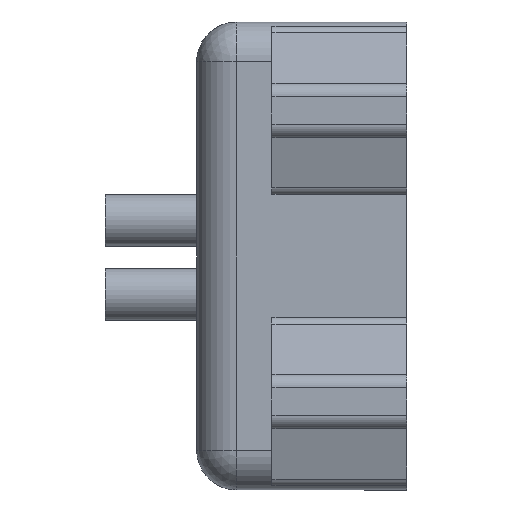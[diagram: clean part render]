
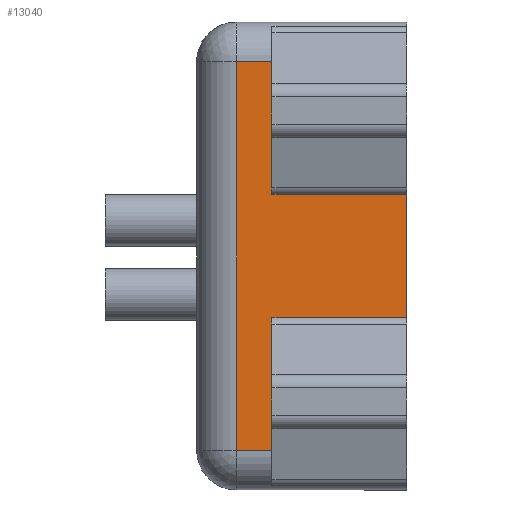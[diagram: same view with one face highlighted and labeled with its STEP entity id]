
A CAD part, left-side view. The second image highlights one B-rep face of the part: STEP entity #13040.
In plain terms, the highlighted planar face has unit normal (-1, 0, 0).
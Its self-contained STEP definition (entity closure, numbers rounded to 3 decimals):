
#663=PLANE('',#13830);
#1116=FACE_OUTER_BOUND('',#1790,.T.);
#1790=EDGE_LOOP('',(#9004,#9005,#9006,#9007,#9008,#9009,#9010,#9011,#9012,
#9013,#9014,#9015));
#2489=LINE('',#18731,#3905);
#2495=LINE('',#18750,#3911);
#2496=LINE('',#18754,#3912);
#2497=LINE('',#18756,#3913);
#2498=LINE('',#18758,#3914);
#2499=LINE('',#18760,#3915);
#2500=LINE('',#18762,#3916);
#2501=LINE('',#18764,#3917);
#2502=LINE('',#18766,#3918);
#2503=LINE('',#18768,#3919);
#2504=LINE('',#18770,#3920);
#2505=LINE('',#18771,#3921);
#3905=VECTOR('',#15002,10.);
#3911=VECTOR('',#15026,10.);
#3912=VECTOR('',#15031,10.);
#3913=VECTOR('',#15032,10.);
#3914=VECTOR('',#15033,10.);
#3915=VECTOR('',#15034,10.);
#3916=VECTOR('',#15035,10.);
#3917=VECTOR('',#15036,10.);
#3918=VECTOR('',#15037,10.);
#3919=VECTOR('',#15038,10.);
#3920=VECTOR('',#15039,10.);
#3921=VECTOR('',#15040,10.);
#5790=VERTEX_POINT('',#18728);
#5791=VERTEX_POINT('',#18730);
#5795=VERTEX_POINT('',#18749);
#5796=VERTEX_POINT('',#18753);
#5797=VERTEX_POINT('',#18755);
#5798=VERTEX_POINT('',#18757);
#5799=VERTEX_POINT('',#18759);
#5800=VERTEX_POINT('',#18761);
#5801=VERTEX_POINT('',#18763);
#5802=VERTEX_POINT('',#18765);
#5803=VERTEX_POINT('',#18767);
#5804=VERTEX_POINT('',#18769);
#7058=EDGE_CURVE('',#5790,#5791,#2489,.T.);
#7068=EDGE_CURVE('',#5791,#5795,#2495,.T.);
#7070=EDGE_CURVE('',#5796,#5790,#2496,.T.);
#7071=EDGE_CURVE('',#5797,#5796,#2497,.T.);
#7072=EDGE_CURVE('',#5797,#5798,#2498,.T.);
#7073=EDGE_CURVE('',#5798,#5799,#2499,.T.);
#7074=EDGE_CURVE('',#5799,#5800,#2500,.T.);
#7075=EDGE_CURVE('',#5801,#5800,#2501,.T.);
#7076=EDGE_CURVE('',#5801,#5802,#2502,.T.);
#7077=EDGE_CURVE('',#5802,#5803,#2503,.T.);
#7078=EDGE_CURVE('',#5803,#5804,#2504,.T.);
#7079=EDGE_CURVE('',#5795,#5804,#2505,.T.);
#9004=ORIENTED_EDGE('',*,*,#7058,.F.);
#9005=ORIENTED_EDGE('',*,*,#7070,.F.);
#9006=ORIENTED_EDGE('',*,*,#7071,.F.);
#9007=ORIENTED_EDGE('',*,*,#7072,.T.);
#9008=ORIENTED_EDGE('',*,*,#7073,.T.);
#9009=ORIENTED_EDGE('',*,*,#7074,.T.);
#9010=ORIENTED_EDGE('',*,*,#7075,.F.);
#9011=ORIENTED_EDGE('',*,*,#7076,.T.);
#9012=ORIENTED_EDGE('',*,*,#7077,.T.);
#9013=ORIENTED_EDGE('',*,*,#7078,.T.);
#9014=ORIENTED_EDGE('',*,*,#7079,.F.);
#9015=ORIENTED_EDGE('',*,*,#7068,.F.);
#13040=ADVANCED_FACE('',(#1116),#663,.F.);
#13830=AXIS2_PLACEMENT_3D('',#18752,#15029,#15030);
#15002=DIRECTION('',(0.,-1.,0.));
#15026=DIRECTION('',(0.,0.,-1.));
#15029=DIRECTION('center_axis',(1.,0.,0.));
#15030=DIRECTION('ref_axis',(0.,1.,0.));
#15031=DIRECTION('',(0.,0.,1.));
#15032=DIRECTION('',(0.,1.,0.));
#15033=DIRECTION('',(0.,0.,1.));
#15034=DIRECTION('',(0.,-1.,0.));
#15035=DIRECTION('',(0.,0.,-1.));
#15036=DIRECTION('',(0.,1.,0.));
#15037=DIRECTION('',(0.,0.,1.));
#15038=DIRECTION('',(0.,-1.,0.));
#15039=DIRECTION('',(0.,0.,-1.));
#15040=DIRECTION('',(0.,1.,0.));
#18728=CARTESIAN_POINT('',(-10.551,17.,14.9));
#18730=CARTESIAN_POINT('',(-10.551,-17.,14.9));
#18731=CARTESIAN_POINT('',(-10.551,-15.375,14.9));
#18749=CARTESIAN_POINT('',(-10.551,-17.,0.));
#18750=CARTESIAN_POINT('',(-10.551,-17.,0.));
#18752=CARTESIAN_POINT('Origin',(-10.551,-20.5,0.));
#18753=CARTESIAN_POINT('',(-10.551,17.,0.));
#18754=CARTESIAN_POINT('',(-10.551,17.,0.));
#18755=CARTESIAN_POINT('',(-10.551,14.75,0.));
#18756=CARTESIAN_POINT('',(-10.551,-20.5,0.));
#18757=CARTESIAN_POINT('',(-10.551,14.75,11.8));
#18758=CARTESIAN_POINT('',(-10.551,14.75,0.));
#18759=CARTESIAN_POINT('',(-10.551,10.75,11.8));
#18760=CARTESIAN_POINT('',(-10.551,-3.875,11.8));
#18761=CARTESIAN_POINT('',(-10.551,10.75,0.));
#18762=CARTESIAN_POINT('',(-10.551,10.75,0.));
#18763=CARTESIAN_POINT('',(-10.551,-10.75,0.));
#18764=CARTESIAN_POINT('',(-10.551,-20.5,0.));
#18765=CARTESIAN_POINT('',(-10.551,-10.75,11.8));
#18766=CARTESIAN_POINT('',(-10.551,-10.75,0.));
#18767=CARTESIAN_POINT('',(-10.551,-14.75,11.8));
#18768=CARTESIAN_POINT('',(-10.551,-16.625,11.8));
#18769=CARTESIAN_POINT('',(-10.551,-14.75,0.));
#18770=CARTESIAN_POINT('',(-10.551,-14.75,0.));
#18771=CARTESIAN_POINT('',(-10.551,-20.5,0.));
